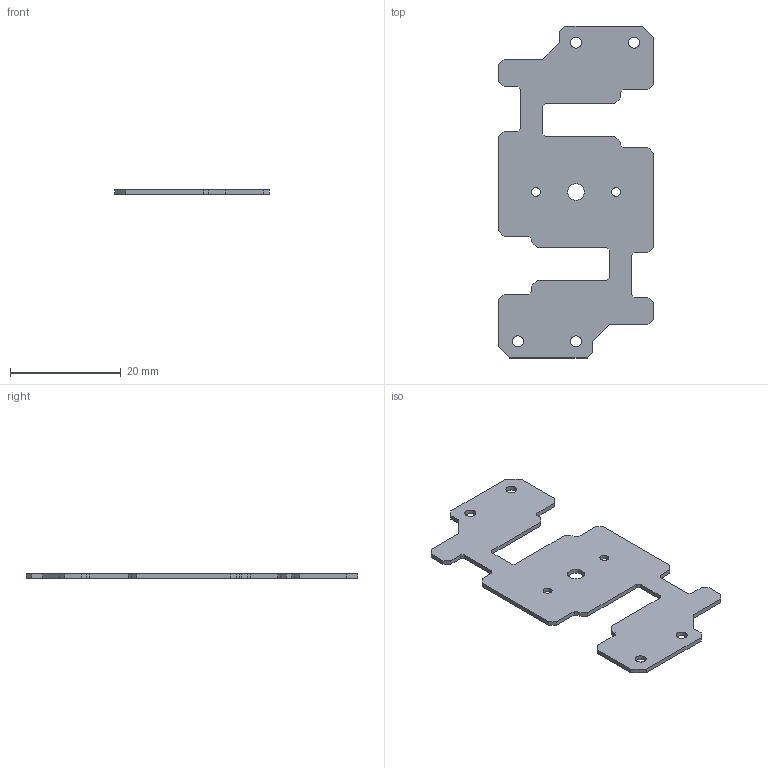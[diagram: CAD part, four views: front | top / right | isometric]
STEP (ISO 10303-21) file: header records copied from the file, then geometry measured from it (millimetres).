
FILE_DESCRIPTION(/* description */ (''),/* implementation_level */ '2;1');
FILE_NAME(/* name */ 'circuit.stp',/* time_stamp */ '2025-02-08T20:07:15+09:00',/* author */ ('IshiiLabHonda'),/* organization */ (''),/* preprocessor_version */ 'ST-DEVELOPER v19.2',/* originating_system */ 'Autodesk Inventor 2023',/* authorisation */ '');
FILE_SCHEMA (('AUTOMOTIVE_DESIGN { 1 0 10303 214 3 1 1 }'));
Length unit declared in the file: millimetre
Products named in the file (1): circuit
Bounding box: 28 x 60 x 0.8 mm (x, y, z)
Volume: 931.9 mm3; surface area: 2568 mm2
Topology: 1 solids, 1 shells, 73 faces, 355 edges, 424 vertices
Faces by surface type: plane 66, cylinder 7
Full cylindrical faces by diameter (mm): 1.6 x2, 2 x4, 3 x1
Entity records: 3094 total; most frequent: CARTESIAN_POINT 711, ORIENTED_EDGE 426, DIRECTION 413, EDGE_CURVE 213, LINE 199, VECTOR 199, STYLED_ITEM 143, VERTEX_POINT 142
